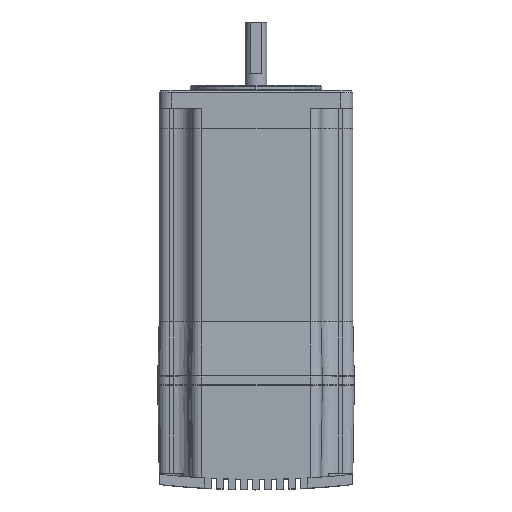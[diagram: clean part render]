
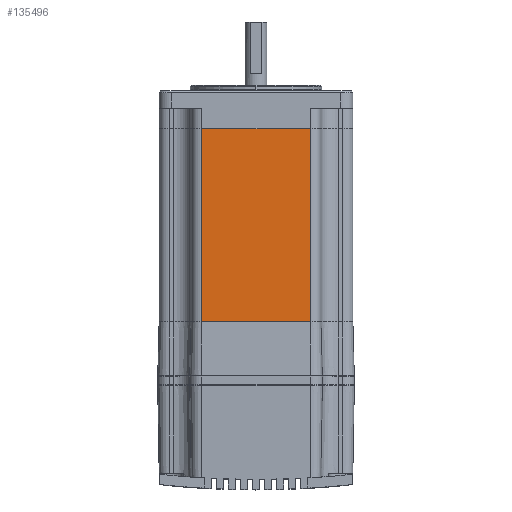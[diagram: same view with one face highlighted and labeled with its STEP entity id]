
A CAD part, top view. The second image highlights one B-rep face of the part: STEP entity #135496.
In plain terms, the highlighted face is planar.
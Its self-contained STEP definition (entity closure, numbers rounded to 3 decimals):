
#81699 = CARTESIAN_POINT ( 'NONE',  ( 253.266, 187.693, 56. ) ) ;
#81700 = CARTESIAN_POINT ( 'NONE',  ( 284.866, 187.693, 56. ) ) ;
#81767 = DIRECTION ( 'NONE',  ( -1., 0., 0. ) ) ;
#81768 = VECTOR ( 'NONE', #81767, 1000. ) ;
#81769 = CARTESIAN_POINT ( 'NONE',  ( 284.866, 187.693, 56. ) ) ;
#81770 = LINE ( 'NONE', #81769, #81768 ) ;
#82037 = CARTESIAN_POINT ( 'NONE',  ( 284.866, 187.693, 0. ) ) ;
#82211 = DIRECTION ( 'NONE',  ( -1., 0., 0. ) ) ;
#82212 = VECTOR ( 'NONE', #82211, 1000. ) ;
#82213 = CARTESIAN_POINT ( 'NONE',  ( 284.866, 187.693, 0. ) ) ;
#82214 = LINE ( 'NONE', #82213, #82212 ) ;
#82394 = CARTESIAN_POINT ( 'NONE',  ( 253.266, 187.693, 0. ) ) ;
#88049 = DIRECTION ( 'NONE',  ( 0., 0., -1. ) ) ;
#88050 = VECTOR ( 'NONE', #88049, 1000. ) ;
#88051 = CARTESIAN_POINT ( 'NONE',  ( 253.266, 187.693, 56. ) ) ;
#88052 = LINE ( 'NONE', #88051, #88050 ) ;
#88142 = PLANE ( 'NONE',  #88144 ) ;
#88143 = CARTESIAN_POINT ( 'NONE',  ( 284.866, 187.693, 56. ) ) ;
#88144 = AXIS2_PLACEMENT_3D ( 'NONE', #88143, #88210, #88209 ) ;
#88145 = FACE_OUTER_BOUND ( 'NONE', #135499, .T. ) ;
#88164 = DIRECTION ( 'NONE',  ( 0., 0., -1. ) ) ;
#88165 = VECTOR ( 'NONE', #88164, 1000. ) ;
#88166 = CARTESIAN_POINT ( 'NONE',  ( 284.866, 187.693, 56. ) ) ;
#88167 = LINE ( 'NONE', #88166, #88165 ) ;
#88209 = DIRECTION ( 'NONE',  ( 1., 0., 0. ) ) ;
#88210 = DIRECTION ( 'NONE',  ( 0., -1., 0. ) ) ;
#128880 = VERTEX_POINT ( 'NONE', #81700 ) ;
#128883 = VERTEX_POINT ( 'NONE', #81699 ) ;
#128942 = EDGE_CURVE ( 'NONE', #128880, #128883, #81770, .T. ) ;
#129237 = VERTEX_POINT ( 'NONE', #82037 ) ;
#129429 = EDGE_CURVE ( 'NONE', #129237, #129580, #82214, .T. ) ;
#129580 = VERTEX_POINT ( 'NONE', #82394 ) ;
#135374 = ORIENTED_EDGE ( 'NONE', *, *, #129429, .T. ) ;
#135377 = ORIENTED_EDGE ( 'NONE', *, *, #135378, .F. ) ;
#135378 = EDGE_CURVE ( 'NONE', #128883, #129580, #88052, .T. ) ;
#135386 = ORIENTED_EDGE ( 'NONE', *, *, #128942, .F. ) ;
#135390 = ORIENTED_EDGE ( 'NONE', *, *, #135473, .T. ) ;
#135473 = EDGE_CURVE ( 'NONE', #128880, #129237, #88167, .T. ) ;
#135496 = ADVANCED_FACE ( 'NONE', ( #88145 ), #88142, .F. ) ;
#135499 = EDGE_LOOP ( 'NONE', ( #135374, #135377, #135386, #135390 ) ) ;
